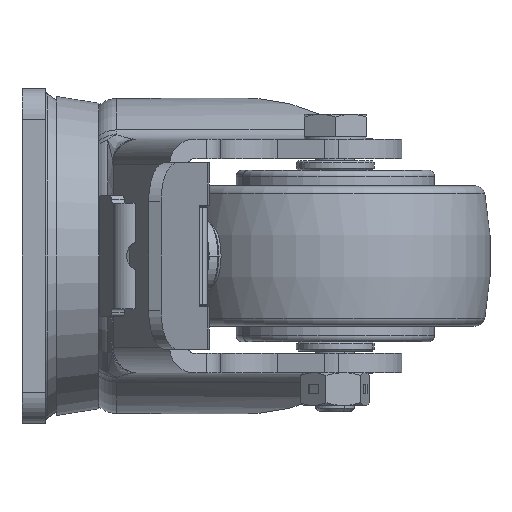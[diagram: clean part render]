
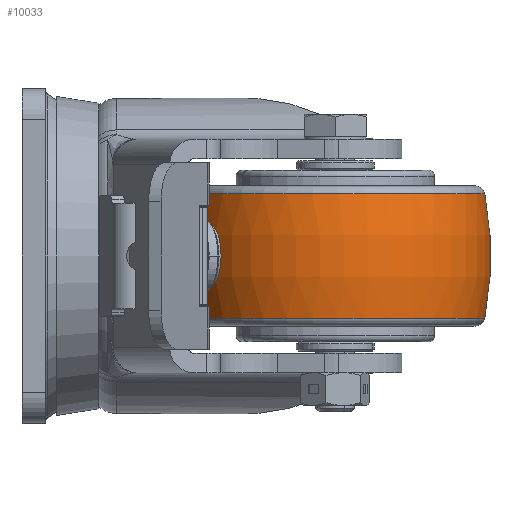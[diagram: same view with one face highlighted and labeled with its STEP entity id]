
A CAD part, left-side view. The second image highlights one B-rep face of the part: STEP entity #10033.
In plain terms, the highlighted toroidal (fillet/blend) face has major radius 42 mm and minor radius 82 mm.
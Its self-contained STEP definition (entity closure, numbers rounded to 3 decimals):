
#1820 = ORIENTED_EDGE ( 'NONE', *, *, #30777, .T. ) ;
#2539 = DIRECTION ( 'NONE',  ( -0.362, 0.932, 0. ) ) ;
#4308 = FACE_OUTER_BOUND ( 'NONE', #24441, .T. ) ;
#6382 = AXIS2_PLACEMENT_3D ( 'NONE', #26684, #18722, #22541 ) ;
#7115 = CIRCLE ( 'NONE', #53920, 38.426 ) ;
#7551 = VERTEX_POINT ( 'NONE', #16452 ) ;
#8202 = VERTEX_POINT ( 'NONE', #9238 ) ;
#9238 = CARTESIAN_POINT ( 'NONE',  ( -31.089, -115.97, -15.987 ) ) ;
#10033 = ADVANCED_FACE ( 'NONE', ( #4308 ), #12081, .T. ) ;
#11973 = CARTESIAN_POINT ( 'NONE',  ( -58.911, -44.33, -15.987 ) ) ;
#12081 = TOROIDAL_SURFACE ( 'NONE', #6382, -42., 82. ) ;
#13471 = DIRECTION ( 'NONE',  ( 0.362, -0.932, 0. ) ) ;
#15532 = CARTESIAN_POINT ( 'NONE',  ( -45., -80.15, 15.987 ) ) ;
#16452 = CARTESIAN_POINT ( 'NONE',  ( -31.089, -115.97, 15.987 ) ) ;
#18320 = AXIS2_PLACEMENT_3D ( 'NONE', #29857, #21657, #13471 ) ;
#18722 = DIRECTION ( 'NONE',  ( 0., 0., 1. ) ) ;
#18771 = VERTEX_POINT ( 'NONE', #46617 ) ;
#19033 = AXIS2_PLACEMENT_3D ( 'NONE', #34181, #22199, #38907 ) ;
#21657 = DIRECTION ( 'NONE',  ( -0.932, -0.362, 0. ) ) ;
#22199 = DIRECTION ( 'NONE',  ( 0.932, 0.362, 0. ) ) ;
#22285 = CIRCLE ( 'NONE', #40036, 38.426 ) ;
#22541 = DIRECTION ( 'NONE',  ( 0.362, -0.932, 0. ) ) ;
#22862 = ORIENTED_EDGE ( 'NONE', *, *, #45346, .T. ) ;
#23197 = EDGE_CURVE ( 'NONE', #8202, #7551, #26401, .T. ) ;
#24441 = EDGE_LOOP ( 'NONE', ( #33464, #22862, #52289, #1820 ) ) ;
#26401 = CIRCLE ( 'NONE', #18320, 82. ) ;
#26684 = CARTESIAN_POINT ( 'NONE',  ( -45., -80.15, 0. ) ) ;
#29857 = CARTESIAN_POINT ( 'NONE',  ( -60.205, -40.999, 0. ) ) ;
#29928 = EDGE_CURVE ( 'NONE', #46325, #18771, #41368, .T. ) ;
#30777 = EDGE_CURVE ( 'NONE', #7551, #18771, #7115, .T. ) ;
#33464 = ORIENTED_EDGE ( 'NONE', *, *, #29928, .F. ) ;
#34181 = CARTESIAN_POINT ( 'NONE',  ( -29.795, -119.301, 0. ) ) ;
#36980 = DIRECTION ( 'NONE',  ( 0.362, -0.932, 0. ) ) ;
#38907 = DIRECTION ( 'NONE',  ( -0.362, 0.932, 0. ) ) ;
#40036 = AXIS2_PLACEMENT_3D ( 'NONE', #49694, #41170, #36980 ) ;
#41170 = DIRECTION ( 'NONE',  ( 0., 0., 1. ) ) ;
#41368 = CIRCLE ( 'NONE', #19033, 82. ) ;
#45346 = EDGE_CURVE ( 'NONE', #46325, #8202, #22285, .T. ) ;
#46325 = VERTEX_POINT ( 'NONE', #11973 ) ;
#46617 = CARTESIAN_POINT ( 'NONE',  ( -58.911, -44.33, 15.987 ) ) ;
#48046 = DIRECTION ( 'NONE',  ( 0., 0., -1. ) ) ;
#49694 = CARTESIAN_POINT ( 'NONE',  ( -45., -80.15, -15.987 ) ) ;
#52289 = ORIENTED_EDGE ( 'NONE', *, *, #23197, .T. ) ;
#53920 = AXIS2_PLACEMENT_3D ( 'NONE', #15532, #48046, #2539 ) ;
